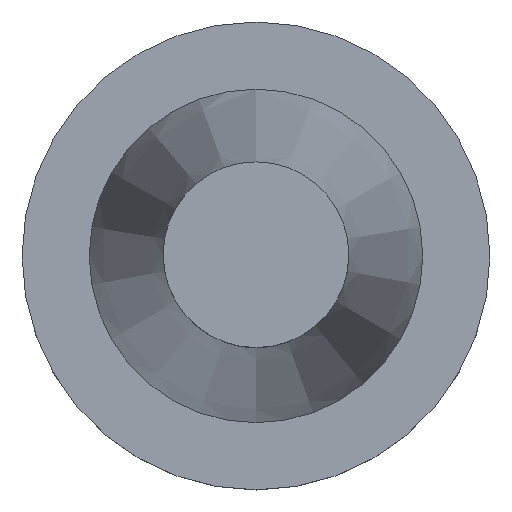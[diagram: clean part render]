
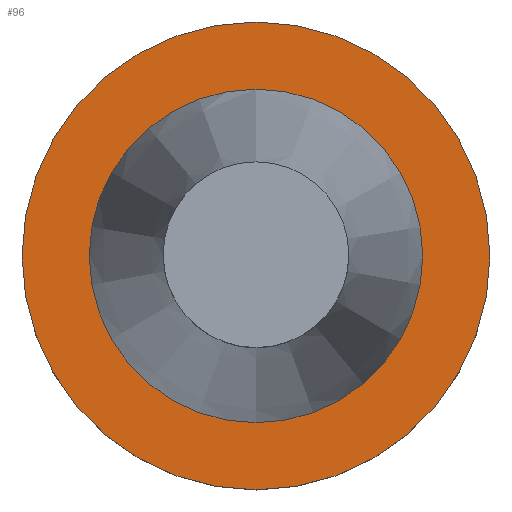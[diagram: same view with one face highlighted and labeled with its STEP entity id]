
A CAD part, top view. The second image highlights one B-rep face of the part: STEP entity #96.
In plain terms, the highlighted planar face has unit normal (0, 0, 1).
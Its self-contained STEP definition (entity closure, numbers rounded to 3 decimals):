
#53=FACE_BOUND('',#160,.T.);
#54=FACE_BOUND('',#161,.T.);
#75=CIRCLE('',#497,31.5);
#76=CIRCLE('',#498,22.458);
#77=CIRCLE('',#499,22.458);
#96=ADVANCED_FACE('',(#53,#54),#124,.F.);
#124=PLANE('',#500);
#160=EDGE_LOOP('',(#206));
#161=EDGE_LOOP('',(#207,#208));
#206=ORIENTED_EDGE('',*,*,#355,.F.);
#207=ORIENTED_EDGE('',*,*,#356,.T.);
#208=ORIENTED_EDGE('',*,*,#357,.T.);
#314=VERTEX_POINT('',#706);
#315=VERTEX_POINT('',#708);
#316=VERTEX_POINT('',#709);
#355=EDGE_CURVE('',#314,#314,#75,.T.);
#356=EDGE_CURVE('',#315,#316,#76,.T.);
#357=EDGE_CURVE('',#316,#315,#77,.T.);
#497=AXIS2_PLACEMENT_3D('',#705,#566,#567);
#498=AXIS2_PLACEMENT_3D('',#707,#568,#569);
#499=AXIS2_PLACEMENT_3D('',#710,#570,#571);
#500=AXIS2_PLACEMENT_3D('',#711,#572,#573);
#566=DIRECTION('',(0.,0.,-1.));
#567=DIRECTION('',(-1.,0.,0.));
#568=DIRECTION('',(0.,0.,-1.));
#569=DIRECTION('',(-1.,0.,0.));
#570=DIRECTION('',(0.,0.,-1.));
#571=DIRECTION('',(-1.,0.,0.));
#572=DIRECTION('',(0.,0.,-1.));
#573=DIRECTION('',(0.,1.,0.));
#705=CARTESIAN_POINT('',(0.,0.,-1.6));
#706=CARTESIAN_POINT('',(-31.5,0.,-1.6));
#707=CARTESIAN_POINT('',(0.,0.,-1.6));
#708=CARTESIAN_POINT('',(0.,22.458,-1.6));
#709=CARTESIAN_POINT('',(0.,-22.458,-1.6));
#710=CARTESIAN_POINT('',(0.,0.,-1.6));
#711=CARTESIAN_POINT('',(0.,0.,-1.6));
